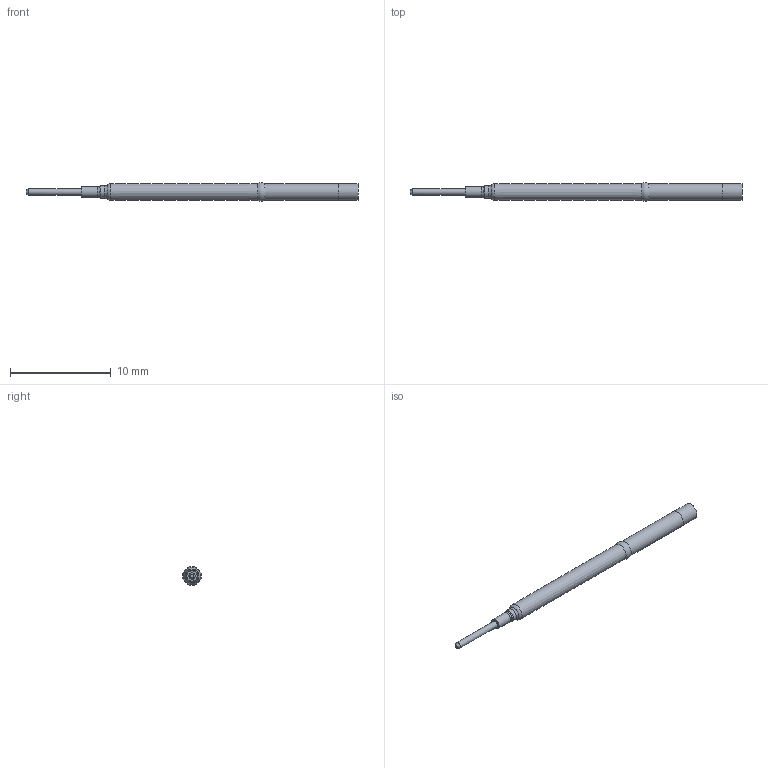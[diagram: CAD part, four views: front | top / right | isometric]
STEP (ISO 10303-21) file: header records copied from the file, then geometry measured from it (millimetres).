
FILE_DESCRIPTION (( 'STEP AP214' ), '1' );
FILE_NAME ('100-SD_251R3.STEP', '2022-12-27T13:23:38', ( '' ), ( '' ), 'SwSTEP 2.0', 'SolidWorks 2020', '' );
FILE_SCHEMA (( 'AUTOMOTIVE_DESIGN' ));
Length unit declared in the file: inch
Products named in the file (1): 100-SD_251R3
Bounding box: 32.92 x 1.84 x 1.85 mm (x, y, z)
Volume: 58.5 mm3; surface area: 153.2 mm2
Topology: 1 solids, 1 shells, 17 faces, 31 edges, 17 vertices
Faces by surface type: cylinder 5, torus 5, cone 4, plane 3
Full cylindrical faces by diameter (mm): 0.631 x1, 1.049 x1, 1.194 x1, 1.638 x1, 1.676 x1
Entity records: 374 total; most frequent: DIRECTION 68, CARTESIAN_POINT 50, AXIS2_PLACEMENT_3D 34, EDGE_LOOP 32, ORIENTED_EDGE 32, FACE_OUTER_BOUND 27, ADVANCED_FACE 17, CIRCLE 16
